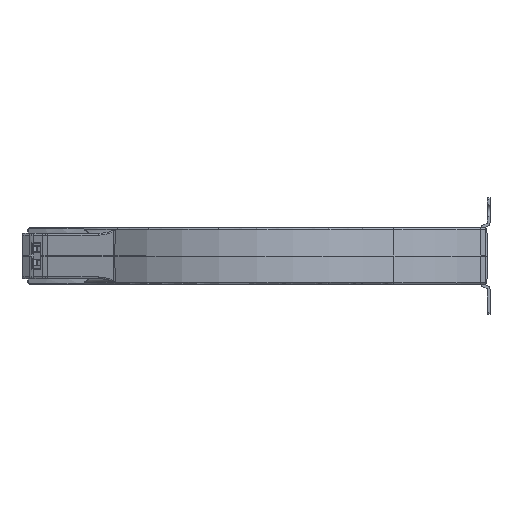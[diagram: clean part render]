
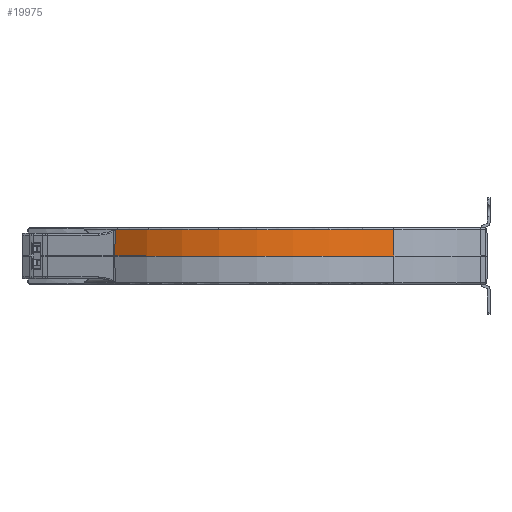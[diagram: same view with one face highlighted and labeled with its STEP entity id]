
A CAD part, left-side view. The second image highlights one B-rep face of the part: STEP entity #19975.
In plain terms, the highlighted conical face has half-angle 1 degrees and reference radius 125.711 mm.
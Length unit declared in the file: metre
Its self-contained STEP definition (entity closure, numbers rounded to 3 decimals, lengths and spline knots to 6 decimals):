
#8183=CARTESIAN_POINT('',(-0.064905,-0.001183,0.));
#8184=DIRECTION('',(0.,0.,1.));
#8185=DIRECTION('',(-1.,0.,0.));
#8186=AXIS2_PLACEMENT_3D('',#8183,#8184,#8185);
#8191=CARTESIAN_POINT('',(-0.064905,-0.001183,0.));
#8192=DIRECTION('',(0.,0.,1.));
#8193=DIRECTION('',(-0.784,0.621,0.));
#8194=AXIS2_PLACEMENT_3D('',#8191,#8192,#8193);
#8204=CARTESIAN_POINT('',(-0.163579,0.07691,
0.));
#9821=CARTESIAN_POINT('',(-0.064905,-0.001183,
0.014517));
#9822=DIRECTION('',(0.,0.,-1.));
#9823=DIRECTION('',(-1.,0.,0.));
#9824=AXIS2_PLACEMENT_3D('',#9821,#9822,#9823);
#9829=CARTESIAN_POINT('',(-0.064905,-0.001183,
0.014517));
#9830=DIRECTION('',(0.,0.,-1.));
#9831=DIRECTION('',(-0.8,-0.6,0.));
#9832=AXIS2_PLACEMENT_3D('',#9829,#9830,#9831);
#10278=CARTESIAN_POINT('',(-0.163352,0.076789,
0.014517));
#10298=CARTESIAN_POINT('',(-0.163579,0.07691,
0.));
#10299=CARTESIAN_POINT('',(-0.163503,0.07687,
0.004839));
#10300=CARTESIAN_POINT('',(-0.163428,0.07683,
0.009678));
#10301=CARTESIAN_POINT('',(-0.163352,0.076789,
0.014517));
#10306=DIRECTION('',(0.014,0.01,1.));
#10307=VECTOR('',#10306,0.01452);
#10308=CARTESIAN_POINT('',(-0.165617,-0.076629,0.));
#10309=LINE('',#10308,#10307);
#12629=VERTEX_POINT('',#10278);
#12895=VERTEX_POINT('',#8204);
#12924=CARTESIAN_POINT('',(-0.165617,-0.076629,0.));
#12925=VERTEX_POINT('',#12924);
#12926=CARTESIAN_POINT('',(-0.190743,-0.001183,0.));
#12927=VERTEX_POINT('',#12926);
#13752=CARTESIAN_POINT('',(-0.165414,-0.076477,
0.014517));
#13753=VERTEX_POINT('',#13752);
#13756=CARTESIAN_POINT('',(-0.190489,-0.001183,
0.014517));
#13757=VERTEX_POINT('',#13756);
#19961=CARTESIAN_POINT('',(-0.064905,-0.001183,
0.007259));
#19962=DIRECTION('',(0.,0.,-1.));
#19963=DIRECTION('',(1.,0.,0.));
#19964=AXIS2_PLACEMENT_3D('',#19961,#19962,#19963);
#19965=CONICAL_SURFACE('',#19964,0.125711,1.);
#19967=ORIENTED_EDGE('',*,*,#19966,.T.);
#19968=ORIENTED_EDGE('',*,*,#19499,.T.);
#19969=ORIENTED_EDGE('',*,*,#19497,.T.);
#19970=ORIENTED_EDGE('',*,*,#19950,.F.);
#19971=ORIENTED_EDGE('',*,*,#18052,.T.);
#19972=ORIENTED_EDGE('',*,*,#18050,.T.);
#19973=EDGE_LOOP('',(#19967,#19968,#19969,#19970,#19971,#19972));
#19974=FACE_OUTER_BOUND('',#19973,.F.);
#8187=CIRCLE('',#8186,0.125837);
#8195=CIRCLE('',#8194,0.125837);
#9825=CIRCLE('',#9824,0.125584);
#9833=CIRCLE('',#9832,0.125584);
#10302=B_SPLINE_CURVE_WITH_KNOTS('',3,(#10298,#10299,#10300,#10301),
.UNSPECIFIED.,.F.,.F.,(4,4),(0.,1.),.UNSPECIFIED.);
#18050=EDGE_CURVE('',#12927,#12925,#8187,.T.);
#18052=EDGE_CURVE('',#12895,#12927,#8195,.T.);
#19497=EDGE_CURVE('',#13757,#12629,#9825,.T.);
#19499=EDGE_CURVE('',#13753,#13757,#9833,.T.);
#19950=EDGE_CURVE('',#12895,#12629,#10302,.T.);
#19966=EDGE_CURVE('',#12925,#13753,#10309,.T.);
#19975=ADVANCED_FACE('',(#19974),#19965,.F.);
